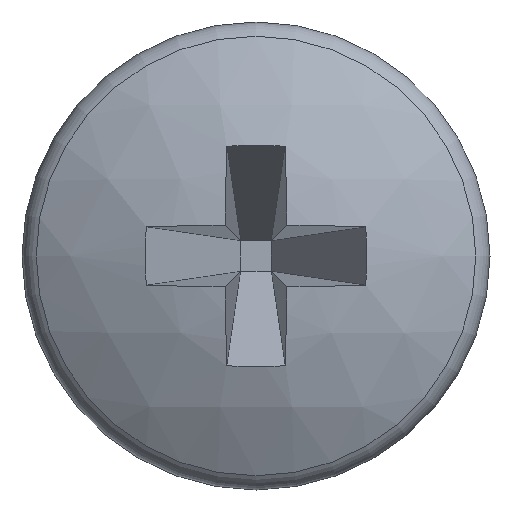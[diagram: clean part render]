
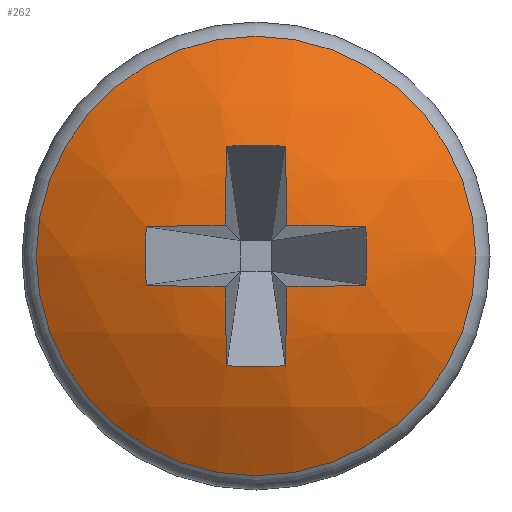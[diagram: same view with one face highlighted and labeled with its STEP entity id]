
A CAD part, left-side view. The second image highlights one B-rep face of the part: STEP entity #262.
In plain terms, the highlighted spherical face has radius 5 mm.
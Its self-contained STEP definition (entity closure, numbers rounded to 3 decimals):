
#30=FACE_BOUND('',#94,.T.);
#32=SPHERICAL_SURFACE('',#301,5.);
#74=FACE_OUTER_BOUND('',#93,.T.);
#93=EDGE_LOOP('',(#198));
#94=EDGE_LOOP('',(#199,#200,#201,#202,#203,#204,#205,#206,#207,#208,#209,
#210));
#111=CIRCLE('',#293,2.629);
#117=CIRCLE('',#302,4.687);
#118=CIRCLE('',#303,4.998);
#119=CIRCLE('',#304,4.998);
#120=CIRCLE('',#305,4.687);
#121=CIRCLE('',#306,4.998);
#122=CIRCLE('',#307,4.998);
#123=CIRCLE('',#308,4.687);
#124=CIRCLE('',#309,4.998);
#125=CIRCLE('',#310,4.998);
#126=CIRCLE('',#311,4.687);
#127=CIRCLE('',#312,4.998);
#128=CIRCLE('',#313,4.998);
#129=VERTEX_POINT('',#425);
#134=VERTEX_POINT('',#441);
#135=VERTEX_POINT('',#442);
#136=VERTEX_POINT('',#444);
#137=VERTEX_POINT('',#446);
#138=VERTEX_POINT('',#448);
#139=VERTEX_POINT('',#450);
#140=VERTEX_POINT('',#452);
#141=VERTEX_POINT('',#454);
#142=VERTEX_POINT('',#456);
#143=VERTEX_POINT('',#458);
#144=VERTEX_POINT('',#460);
#145=VERTEX_POINT('',#462);
#150=EDGE_CURVE('',#129,#129,#111,.T.);
#158=EDGE_CURVE('',#134,#135,#117,.T.);
#159=EDGE_CURVE('',#136,#135,#118,.T.);
#160=EDGE_CURVE('',#137,#136,#119,.T.);
#161=EDGE_CURVE('',#137,#138,#120,.T.);
#162=EDGE_CURVE('',#139,#138,#121,.T.);
#163=EDGE_CURVE('',#140,#139,#122,.T.);
#164=EDGE_CURVE('',#140,#141,#123,.T.);
#165=EDGE_CURVE('',#142,#141,#124,.T.);
#166=EDGE_CURVE('',#143,#142,#125,.T.);
#167=EDGE_CURVE('',#143,#144,#126,.T.);
#168=EDGE_CURVE('',#145,#144,#127,.T.);
#169=EDGE_CURVE('',#134,#145,#128,.T.);
#198=ORIENTED_EDGE('',*,*,#150,.T.);
#199=ORIENTED_EDGE('',*,*,#158,.T.);
#200=ORIENTED_EDGE('',*,*,#159,.F.);
#201=ORIENTED_EDGE('',*,*,#160,.F.);
#202=ORIENTED_EDGE('',*,*,#161,.T.);
#203=ORIENTED_EDGE('',*,*,#162,.F.);
#204=ORIENTED_EDGE('',*,*,#163,.F.);
#205=ORIENTED_EDGE('',*,*,#164,.T.);
#206=ORIENTED_EDGE('',*,*,#165,.F.);
#207=ORIENTED_EDGE('',*,*,#166,.F.);
#208=ORIENTED_EDGE('',*,*,#167,.T.);
#209=ORIENTED_EDGE('',*,*,#168,.F.);
#210=ORIENTED_EDGE('',*,*,#169,.F.);
#262=ADVANCED_FACE('',(#74,#30),#32,.T.);
#293=AXIS2_PLACEMENT_3D('',#426,#333,#334);
#301=AXIS2_PLACEMENT_3D('',#440,#351,#352);
#302=AXIS2_PLACEMENT_3D('',#443,#353,#354);
#303=AXIS2_PLACEMENT_3D('',#445,#355,#356);
#304=AXIS2_PLACEMENT_3D('',#447,#357,#358);
#305=AXIS2_PLACEMENT_3D('',#449,#359,#360);
#306=AXIS2_PLACEMENT_3D('',#451,#361,#362);
#307=AXIS2_PLACEMENT_3D('',#453,#363,#364);
#308=AXIS2_PLACEMENT_3D('',#455,#365,#366);
#309=AXIS2_PLACEMENT_3D('',#457,#367,#368);
#310=AXIS2_PLACEMENT_3D('',#459,#369,#370);
#311=AXIS2_PLACEMENT_3D('',#461,#371,#372);
#312=AXIS2_PLACEMENT_3D('',#463,#373,#374);
#313=AXIS2_PLACEMENT_3D('',#464,#375,#376);
#333=DIRECTION('center_axis',(-1.,0.,0.));
#334=DIRECTION('ref_axis',(0.,0.,1.));
#351=DIRECTION('center_axis',(0.,0.,-1.));
#352=DIRECTION('ref_axis',(0.,1.,0.));
#353=DIRECTION('center_axis',(0.584,0.812,0.));
#354=DIRECTION('ref_axis',(-0.812,0.584,0.));
#355=DIRECTION('center_axis',(-0.105,0.,-0.995));
#356=DIRECTION('ref_axis',(-0.995,0.,0.105));
#357=DIRECTION('center_axis',(-0.105,-0.995,0.));
#358=DIRECTION('ref_axis',(0.995,-0.105,0.));
#359=DIRECTION('center_axis',(0.584,0.,0.812));
#360=DIRECTION('ref_axis',(0.812,0.,-0.584));
#361=DIRECTION('center_axis',(-0.105,0.995,0.));
#362=DIRECTION('ref_axis',(-0.995,-0.105,0.));
#363=DIRECTION('center_axis',(-0.105,0.,-0.995));
#364=DIRECTION('ref_axis',(-0.995,0.,0.105));
#365=DIRECTION('center_axis',(0.584,-0.812,0.));
#366=DIRECTION('ref_axis',(0.812,0.584,0.));
#367=DIRECTION('center_axis',(-0.105,0.,0.995));
#368=DIRECTION('ref_axis',(0.995,0.,0.105));
#369=DIRECTION('center_axis',(-0.105,0.995,0.));
#370=DIRECTION('ref_axis',(-0.995,-0.105,0.));
#371=DIRECTION('center_axis',(0.584,0.,-0.812));
#372=DIRECTION('ref_axis',(-0.812,0.,-0.584));
#373=DIRECTION('center_axis',(-0.105,-0.995,0.));
#374=DIRECTION('ref_axis',(0.995,-0.105,0.));
#375=DIRECTION('center_axis',(-0.105,0.,0.995));
#376=DIRECTION('ref_axis',(0.995,0.,0.105));
#425=CARTESIAN_POINT('',(0.747,0.,-2.629));
#426=CARTESIAN_POINT('Origin',(0.747,0.,0.));
#440=CARTESIAN_POINT('Origin',(5.,0.,0.));
#441=CARTESIAN_POINT('',(0.189,1.314,-0.35));
#442=CARTESIAN_POINT('',(0.189,1.314,0.35));
#443=CARTESIAN_POINT('Origin',(3.984,-1.414,0.));
#444=CARTESIAN_POINT('',(0.027,0.367,0.367));
#445=CARTESIAN_POINT('Origin',(4.984,0.,-0.154));
#446=CARTESIAN_POINT('',(0.189,0.35,1.314));
#447=CARTESIAN_POINT('Origin',(4.984,-0.154,0.));
#448=CARTESIAN_POINT('',(0.189,-0.35,1.314));
#449=CARTESIAN_POINT('Origin',(3.984,0.,-1.414));
#450=CARTESIAN_POINT('',(0.027,-0.367,0.367));
#451=CARTESIAN_POINT('Origin',(4.984,0.154,0.));
#452=CARTESIAN_POINT('',(0.189,-1.314,0.35));
#453=CARTESIAN_POINT('Origin',(4.984,0.,-0.154));
#454=CARTESIAN_POINT('',(0.189,-1.314,-0.35));
#455=CARTESIAN_POINT('Origin',(3.984,1.414,0.));
#456=CARTESIAN_POINT('',(0.027,-0.367,-0.367));
#457=CARTESIAN_POINT('Origin',(4.984,0.,0.154));
#458=CARTESIAN_POINT('',(0.189,-0.35,-1.314));
#459=CARTESIAN_POINT('Origin',(4.984,0.154,0.));
#460=CARTESIAN_POINT('',(0.189,0.35,-1.314));
#461=CARTESIAN_POINT('Origin',(3.984,0.,1.414));
#462=CARTESIAN_POINT('',(0.027,0.367,-0.367));
#463=CARTESIAN_POINT('Origin',(4.984,-0.154,0.));
#464=CARTESIAN_POINT('Origin',(4.984,0.,0.154));
